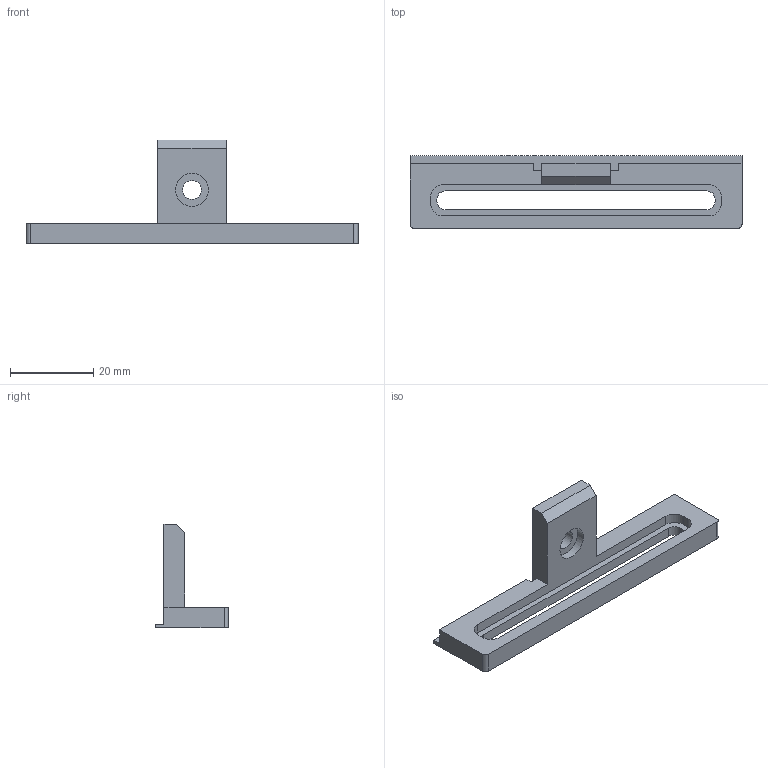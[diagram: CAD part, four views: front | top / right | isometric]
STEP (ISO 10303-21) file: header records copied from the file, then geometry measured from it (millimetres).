
FILE_DESCRIPTION(/* description */ (''),/* implementation_level */ '2;1');
FILE_NAME(/* name */ 'side_clamps.step',/* time_stamp */ '2023-09-17T20:50:03+02:00',/* author */ (''),/* organization */ (''),/* preprocessor_version */ 'ST-DEVELOPER v20',/* originating_system */ 'Autodesk Translation Framework v12.9.0.99',/* authorisation */ '');
FILE_SCHEMA (('AUTOMOTIVE_DESIGN { 1 0 10303 214 3 1 1 }'));
Length unit declared in the file: millimetre
Products named in the file (1): side_clamps
Bounding box: 80 x 17.5 x 25 mm (x, y, z)
Volume: 5757.5 mm3; surface area: 4806.9 mm2
Topology: 1 solids, 1 shells, 40 faces, 111 edges, 74 vertices
Faces by surface type: plane 28, cylinder 12
Full cylindrical faces by diameter (mm): 4.5 x1, 8 x1
Entity records: 1320 total; most frequent: CARTESIAN_POINT 226, ORIENTED_EDGE 222, DIRECTION 217, EDGE_CURVE 111, LINE 87, VECTOR 87, VERTEX_POINT 74, AXIS2_PLACEMENT_3D 65
